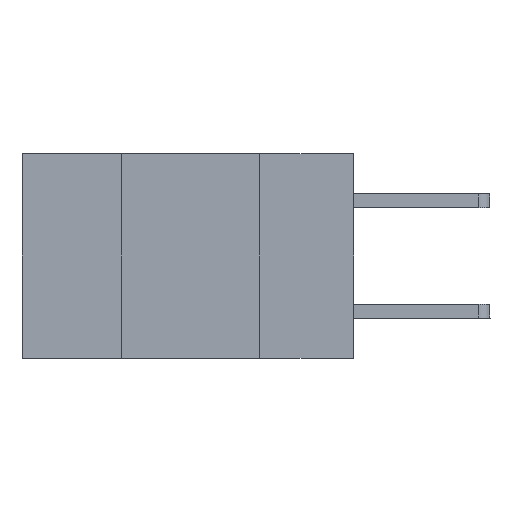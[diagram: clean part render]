
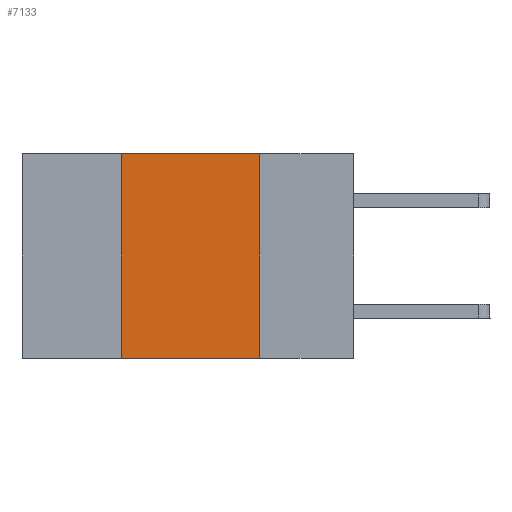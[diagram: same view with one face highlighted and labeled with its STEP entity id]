
A CAD part, left-side view. The second image highlights one B-rep face of the part: STEP entity #7133.
In plain terms, the highlighted planar face has unit normal (-1, 0, 0).
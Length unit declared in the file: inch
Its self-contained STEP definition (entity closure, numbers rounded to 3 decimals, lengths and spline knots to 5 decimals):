
#178 = CARTESIAN_POINT ( 'NONE',  ( 0., 0.42, 0. ) ) ;
#738 = CARTESIAN_POINT ( 'NONE',  ( 0., 0.6, 0. ) ) ;
#846 = CARTESIAN_POINT ( 'NONE',  ( 0., 0.6, 0. ) ) ;
#877 = PLANE ( 'NONE',  #8799 ) ;
#1730 = EDGE_CURVE ( 'NONE', #3815, #3967, #7455, .T. ) ;
#1782 = EDGE_LOOP ( 'NONE', ( #11514, #4091, #4383, #5157 ) ) ;
#1787 = DIRECTION ( 'NONE',  ( 1., 0., 0. ) ) ;
#2644 = CARTESIAN_POINT ( 'NONE',  ( 0., 0.42, 0. ) ) ;
#2712 = CARTESIAN_POINT ( 'NONE',  ( 0., 0.42, -0.37 ) ) ;
#2859 = VECTOR ( 'NONE', #11258, 39.37008 ) ;
#3815 = VERTEX_POINT ( 'NONE', #2712 ) ;
#3967 = VERTEX_POINT ( 'NONE', #178 ) ;
#4091 = ORIENTED_EDGE ( 'NONE', *, *, #10339, .F. ) ;
#4383 = ORIENTED_EDGE ( 'NONE', *, *, #1730, .F. ) ;
#4587 = VERTEX_POINT ( 'NONE', #6836 ) ;
#5157 = ORIENTED_EDGE ( 'NONE', *, *, #10337, .T. ) ;
#6836 = CARTESIAN_POINT ( 'NONE',  ( 0., 0.17, -0.37 ) ) ;
#7133 = ADVANCED_FACE ( 'NONE', ( #13382 ), #877, .F. ) ;
#7135 = DIRECTION ( 'NONE',  ( 0., -1., 0. ) ) ;
#7455 = LINE ( 'NONE', #2644, #9733 ) ;
#7621 = CARTESIAN_POINT ( 'NONE',  ( 0., 0.17, 0. ) ) ;
#8191 = LINE ( 'NONE', #12023, #2859 ) ;
#8671 = VERTEX_POINT ( 'NONE', #7621 ) ;
#8740 = DIRECTION ( 'NONE',  ( 0., 0., 1. ) ) ;
#8799 = AXIS2_PLACEMENT_3D ( 'NONE', #738, #1787, #10075 ) ;
#9733 = VECTOR ( 'NONE', #8740, 39.37008 ) ;
#10075 = DIRECTION ( 'NONE',  ( 0., 0., -1. ) ) ;
#10199 = VECTOR ( 'NONE', #7135, 39.37008 ) ;
#10337 = EDGE_CURVE ( 'NONE', #3815, #4587, #11021, .T. ) ;
#10339 = EDGE_CURVE ( 'NONE', #3967, #8671, #12777, .T. ) ;
#10371 = VECTOR ( 'NONE', #11241, 39.37008 ) ;
#11021 = LINE ( 'NONE', #13250, #10371 ) ;
#11241 = DIRECTION ( 'NONE',  ( 0., -1., 0. ) ) ;
#11258 = DIRECTION ( 'NONE',  ( 0., 0., -1. ) ) ;
#11514 = ORIENTED_EDGE ( 'NONE', *, *, #12991, .F. ) ;
#12023 = CARTESIAN_POINT ( 'NONE',  ( 0., 0.17, 0. ) ) ;
#12777 = LINE ( 'NONE', #846, #10199 ) ;
#12991 = EDGE_CURVE ( 'NONE', #8671, #4587, #8191, .T. ) ;
#13250 = CARTESIAN_POINT ( 'NONE',  ( 0., 0.6, -0.37 ) ) ;
#13382 = FACE_OUTER_BOUND ( 'NONE', #1782, .T. ) ;
